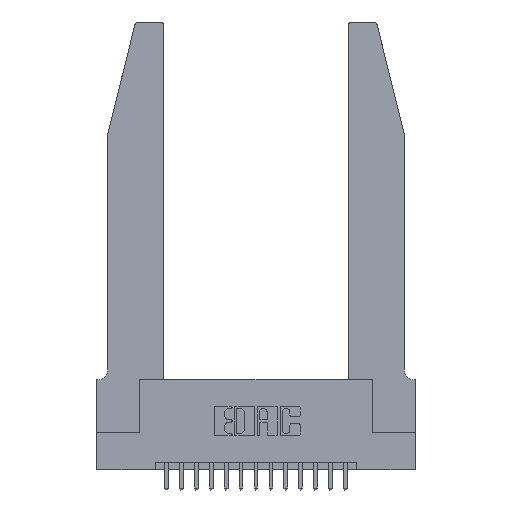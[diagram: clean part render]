
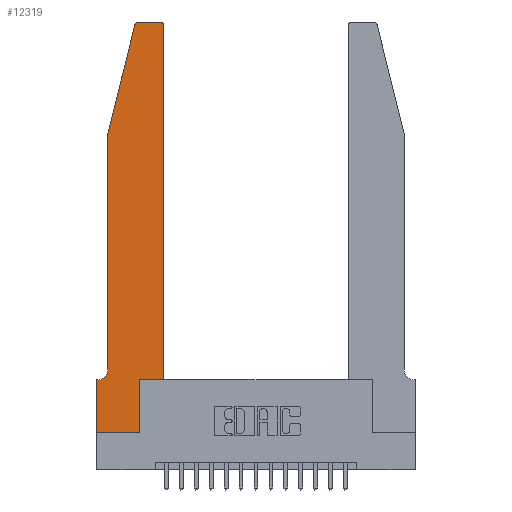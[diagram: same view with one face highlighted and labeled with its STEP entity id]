
A CAD part, top view. The second image highlights one B-rep face of the part: STEP entity #12319.
In plain terms, the highlighted planar face has unit normal (0, 0, 1).
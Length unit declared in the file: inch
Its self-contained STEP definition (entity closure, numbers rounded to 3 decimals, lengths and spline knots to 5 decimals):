
#1109 = CARTESIAN_POINT ( 'NONE',  ( 0.4205, 2.75, 0.37 ) ) ;
#1268 = CARTESIAN_POINT ( 'NONE',  ( 0.4205, 2.72, 0.37 ) ) ;
#1398 = EDGE_CURVE ( 'NONE', #7666, #7069, #13535, .T. ) ;
#1987 = CARTESIAN_POINT ( 'NONE',  ( 0.0055, 0.42, 0.37 ) ) ;
#2264 = VERTEX_POINT ( 'NONE', #18871 ) ;
#2692 = CARTESIAN_POINT ( 'NONE',  ( 0.4505, 0.35, 0.37 ) ) ;
#2771 = DIRECTION ( 'NONE',  ( 1., 0., 0. ) ) ;
#2848 = LINE ( 'NONE', #12729, #10182 ) ;
#2897 = EDGE_CURVE ( 'NONE', #6368, #12746, #10993, .T. ) ;
#3027 = VECTOR ( 'NONE', #11666, 39.37008 ) ;
#3298 = AXIS2_PLACEMENT_3D ( 'NONE', #1987, #12212, #3518 ) ;
#3518 = DIRECTION ( 'NONE',  ( -1., 0., 0. ) ) ;
#3710 = EDGE_CURVE ( 'NONE', #13285, #12126, #5054, .T. ) ;
#4046 = CARTESIAN_POINT ( 'NONE',  ( 0.0755, 2., 0.37 ) ) ;
#4103 = DIRECTION ( 'NONE',  ( 0., 1., 0. ) ) ;
#4140 = LINE ( 'NONE', #15643, #14793 ) ;
#4211 = DIRECTION ( 'NONE',  ( 1., 0., 0. ) ) ;
#4614 = CARTESIAN_POINT ( 'NONE',  ( 0.2865, 0., 0.37 ) ) ;
#4674 = ORIENTED_EDGE ( 'NONE', *, *, #15129, .T. ) ;
#5054 = LINE ( 'NONE', #2692, #16137 ) ;
#5163 = EDGE_LOOP ( 'NONE', ( #14023, #11816, #8916, #4674, #16558, #17525, #9560, #17709, #9261, #16831, #8085, #14288 ) ) ;
#5350 = CARTESIAN_POINT ( 'NONE',  ( 0.0755, 0.42, 0.37 ) ) ;
#5676 = DIRECTION ( 'NONE',  ( 1., 0., 0. ) ) ;
#5810 = DIRECTION ( 'NONE',  ( 1., 0., 0. ) ) ;
#5837 = VECTOR ( 'NONE', #16035, 39.37008 ) ;
#5840 = CIRCLE ( 'NONE', #3298, 0.07 ) ;
#6368 = VERTEX_POINT ( 'NONE', #12821 ) ;
#6416 = AXIS2_PLACEMENT_3D ( 'NONE', #11438, #14356, #5676 ) ;
#6545 = CARTESIAN_POINT ( 'NONE',  ( 0.2865, 0.35, 0.37 ) ) ;
#6815 = VERTEX_POINT ( 'NONE', #1109 ) ;
#7069 = VERTEX_POINT ( 'NONE', #4614 ) ;
#7475 = EDGE_CURVE ( 'NONE', #7069, #13285, #4140, .T. ) ;
#7621 = CARTESIAN_POINT ( 'NONE',  ( 0.4505, 2.72, 0.37 ) ) ;
#7666 = VERTEX_POINT ( 'NONE', #13166 ) ;
#7862 = VERTEX_POINT ( 'NONE', #17876 ) ;
#8085 = ORIENTED_EDGE ( 'NONE', *, *, #16698, .T. ) ;
#8916 = ORIENTED_EDGE ( 'NONE', *, *, #11939, .T. ) ;
#8990 = FACE_OUTER_BOUND ( 'NONE', #5163, .T. ) ;
#9213 = EDGE_CURVE ( 'NONE', #15393, #6815, #16525, .T. ) ;
#9261 = ORIENTED_EDGE ( 'NONE', *, *, #7475, .T. ) ;
#9560 = ORIENTED_EDGE ( 'NONE', *, *, #17841, .T. ) ;
#9648 = VERTEX_POINT ( 'NONE', #16808 ) ;
#9742 = CARTESIAN_POINT ( 'NONE',  ( 0.25487, 2.72718, 0.37 ) ) ;
#9893 = EDGE_CURVE ( 'NONE', #6815, #6368, #10410, .T. ) ;
#10182 = VECTOR ( 'NONE', #11339, 39.37008 ) ;
#10241 = DIRECTION ( 'NONE',  ( -1., 0., 0. ) ) ;
#10313 = CARTESIAN_POINT ( 'NONE',  ( 0.0755, 0.35, 0.37 ) ) ;
#10410 = LINE ( 'NONE', #17422, #14707 ) ;
#10623 = EDGE_CURVE ( 'NONE', #17625, #2264, #5840, .T. ) ;
#10993 = CIRCLE ( 'NONE', #14556, 0.03 ) ;
#11022 = VECTOR ( 'NONE', #17694, 39.37008 ) ;
#11339 = DIRECTION ( 'NONE',  ( 0., 1., 0. ) ) ;
#11438 = CARTESIAN_POINT ( 'NONE',  ( 0., 0.35, 0.37 ) ) ;
#11519 = DIRECTION ( 'NONE',  ( 0., 0., 1. ) ) ;
#11619 = CARTESIAN_POINT ( 'NONE',  ( 0., 0., 0.37 ) ) ;
#11666 = DIRECTION ( 'NONE',  ( 0., -1., 0. ) ) ;
#11816 = ORIENTED_EDGE ( 'NONE', *, *, #2897, .T. ) ;
#11939 = EDGE_CURVE ( 'NONE', #12746, #7862, #15305, .T. ) ;
#12126 = VERTEX_POINT ( 'NONE', #16683 ) ;
#12212 = DIRECTION ( 'NONE',  ( 0., 0., -1. ) ) ;
#12319 = ADVANCED_FACE ( 'NONE', ( #8990 ), #17185, .T. ) ;
#12729 = CARTESIAN_POINT ( 'NONE',  ( 0.4505, 0.35, 0.37 ) ) ;
#12746 = VERTEX_POINT ( 'NONE', #9742 ) ;
#12821 = CARTESIAN_POINT ( 'NONE',  ( 0.284, 2.75, 0.37 ) ) ;
#13070 = VECTOR ( 'NONE', #5810, 39.37008 ) ;
#13166 = CARTESIAN_POINT ( 'NONE',  ( 0., 0., 0.37 ) ) ;
#13285 = VERTEX_POINT ( 'NONE', #6545 ) ;
#13535 = LINE ( 'NONE', #18077, #13070 ) ;
#14023 = ORIENTED_EDGE ( 'NONE', *, *, #9893, .T. ) ;
#14288 = ORIENTED_EDGE ( 'NONE', *, *, #9213, .T. ) ;
#14356 = DIRECTION ( 'NONE',  ( 0., 0., 1. ) ) ;
#14556 = AXIS2_PLACEMENT_3D ( 'NONE', #17624, #17827, #16512 ) ;
#14707 = VECTOR ( 'NONE', #10241, 39.37008 ) ;
#14793 = VECTOR ( 'NONE', #4103, 39.37008 ) ;
#15101 = LINE ( 'NONE', #11619, #3027 ) ;
#15129 = EDGE_CURVE ( 'NONE', #7862, #17625, #15879, .T. ) ;
#15305 = LINE ( 'NONE', #16179, #11022 ) ;
#15393 = VERTEX_POINT ( 'NONE', #7621 ) ;
#15438 = VECTOR ( 'NONE', #17092, 39.37008 ) ;
#15643 = CARTESIAN_POINT ( 'NONE',  ( 0.2865, 0.35, 0.37 ) ) ;
#15879 = LINE ( 'NONE', #4046, #15438 ) ;
#16035 = DIRECTION ( 'NONE',  ( -1., 0., 0. ) ) ;
#16137 = VECTOR ( 'NONE', #4211, 39.37008 ) ;
#16179 = CARTESIAN_POINT ( 'NONE',  ( 0.0755, 2., 0.37 ) ) ;
#16512 = DIRECTION ( 'NONE',  ( 1., 0., 0. ) ) ;
#16525 = CIRCLE ( 'NONE', #16789, 0.03 ) ;
#16558 = ORIENTED_EDGE ( 'NONE', *, *, #10623, .T. ) ;
#16683 = CARTESIAN_POINT ( 'NONE',  ( 0.4505, 0.35, 0.37 ) ) ;
#16698 = EDGE_CURVE ( 'NONE', #12126, #15393, #2848, .T. ) ;
#16789 = AXIS2_PLACEMENT_3D ( 'NONE', #1268, #11519, #2771 ) ;
#16808 = CARTESIAN_POINT ( 'NONE',  ( 0., 0.35, 0.37 ) ) ;
#16831 = ORIENTED_EDGE ( 'NONE', *, *, #3710, .T. ) ;
#16930 = LINE ( 'NONE', #10313, #5837 ) ;
#17092 = DIRECTION ( 'NONE',  ( 0., -1., 0. ) ) ;
#17185 = PLANE ( 'NONE',  #6416 ) ;
#17224 = EDGE_CURVE ( 'NONE', #2264, #9648, #16930, .T. ) ;
#17422 = CARTESIAN_POINT ( 'NONE',  ( 0.2605, 2.75, 0.37 ) ) ;
#17525 = ORIENTED_EDGE ( 'NONE', *, *, #17224, .T. ) ;
#17624 = CARTESIAN_POINT ( 'NONE',  ( 0.284, 2.72, 0.37 ) ) ;
#17625 = VERTEX_POINT ( 'NONE', #5350 ) ;
#17694 = DIRECTION ( 'NONE',  ( -0.239, -0.971, 0. ) ) ;
#17709 = ORIENTED_EDGE ( 'NONE', *, *, #1398, .T. ) ;
#17827 = DIRECTION ( 'NONE',  ( 0., 0., 1. ) ) ;
#17841 = EDGE_CURVE ( 'NONE', #9648, #7666, #15101, .T. ) ;
#17876 = CARTESIAN_POINT ( 'NONE',  ( 0.0755, 2., 0.37 ) ) ;
#18077 = CARTESIAN_POINT ( 'NONE',  ( 0., 0., 0.37 ) ) ;
#18871 = CARTESIAN_POINT ( 'NONE',  ( 0.0055, 0.35, 0.37 ) ) ;
